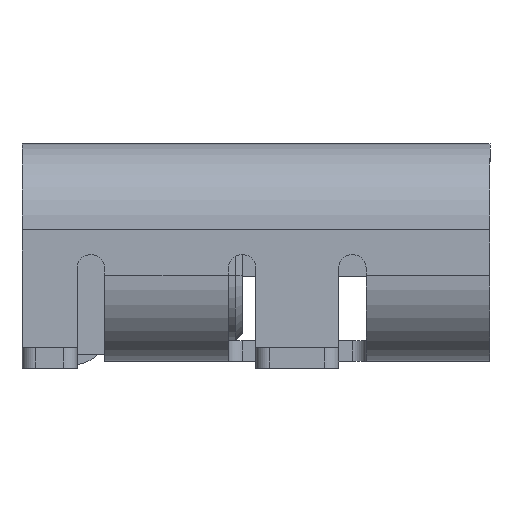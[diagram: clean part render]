
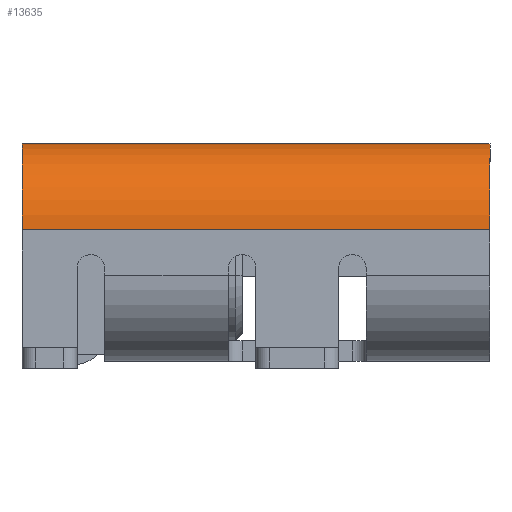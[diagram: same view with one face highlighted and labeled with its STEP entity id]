
A CAD part, left-side view. The second image highlights one B-rep face of the part: STEP entity #13635.
In plain terms, the highlighted cylindrical face has radius 1.25 mm (diameter 2.5 mm), a partial arc.
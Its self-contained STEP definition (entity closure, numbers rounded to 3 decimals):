
#368 = CARTESIAN_POINT ( 'NONE',  ( -3.22, -3.4, 1.58 ) ) ;
#506 = ORIENTED_EDGE ( 'NONE', *, *, #19143, .F. ) ;
#513 = ORIENTED_EDGE ( 'NONE', *, *, #18200, .T. ) ;
#636 = VECTOR ( 'NONE', #6148, 1000. ) ;
#1020 = FACE_OUTER_BOUND ( 'NONE', #6071, .T. ) ;
#1071 = LINE ( 'NONE', #16699, #18620 ) ;
#1225 = DIRECTION ( 'NONE',  ( 0., 1., 0. ) ) ;
#1662 = CARTESIAN_POINT ( 'NONE',  ( -3.22, 3.4, 1.58 ) ) ;
#2707 = LINE ( 'NONE', #20276, #636 ) ;
#3803 = CARTESIAN_POINT ( 'NONE',  ( -3.22, 3.4, 0.33 ) ) ;
#3982 = VERTEX_POINT ( 'NONE', #12295 ) ;
#4400 = EDGE_CURVE ( 'NONE', #3982, #4501, #10631, .T. ) ;
#4501 = VERTEX_POINT ( 'NONE', #368 ) ;
#6071 = EDGE_LOOP ( 'NONE', ( #18952, #506, #19535, #513 ) ) ;
#6148 = DIRECTION ( 'NONE',  ( 0., -1., 0. ) ) ;
#6733 = CIRCLE ( 'NONE', #7114, 1.25 ) ;
#7114 = AXIS2_PLACEMENT_3D ( 'NONE', #3803, #17288, #10134 ) ;
#7811 = CARTESIAN_POINT ( 'NONE',  ( -3.22, 3.4, 0.33 ) ) ;
#8605 = AXIS2_PLACEMENT_3D ( 'NONE', #7811, #11479, #22058 ) ;
#10134 = DIRECTION ( 'NONE',  ( -1., 0., 0. ) ) ;
#10144 = EDGE_CURVE ( 'NONE', #11064, #11757, #6733, .T. ) ;
#10631 = CIRCLE ( 'NONE', #17593, 1.25 ) ;
#11064 = VERTEX_POINT ( 'NONE', #20211 ) ;
#11479 = DIRECTION ( 'NONE',  ( 0., -1., 0. ) ) ;
#11757 = VERTEX_POINT ( 'NONE', #1662 ) ;
#12295 = CARTESIAN_POINT ( 'NONE',  ( -4.47, -3.4, 0.33 ) ) ;
#13635 = ADVANCED_FACE ( 'NONE', ( #1020 ), #16550, .T. ) ;
#15547 = DIRECTION ( 'NONE',  ( -1., 0., 0. ) ) ;
#16550 = CYLINDRICAL_SURFACE ( 'NONE', #8605, 1.25 ) ;
#16699 = CARTESIAN_POINT ( 'NONE',  ( -4.47, 3.4, 0.33 ) ) ;
#16983 = CARTESIAN_POINT ( 'NONE',  ( -3.22, -3.4, 0.33 ) ) ;
#17288 = DIRECTION ( 'NONE',  ( 0., 1., 0. ) ) ;
#17593 = AXIS2_PLACEMENT_3D ( 'NONE', #16983, #1225, #15547 ) ;
#18200 = EDGE_CURVE ( 'NONE', #11064, #3982, #1071, .T. ) ;
#18320 = DIRECTION ( 'NONE',  ( 0., -1., 0. ) ) ;
#18620 = VECTOR ( 'NONE', #18320, 1000. ) ;
#18952 = ORIENTED_EDGE ( 'NONE', *, *, #4400, .T. ) ;
#19143 = EDGE_CURVE ( 'NONE', #11757, #4501, #2707, .T. ) ;
#19535 = ORIENTED_EDGE ( 'NONE', *, *, #10144, .F. ) ;
#20211 = CARTESIAN_POINT ( 'NONE',  ( -4.47, 3.4, 0.33 ) ) ;
#20276 = CARTESIAN_POINT ( 'NONE',  ( -3.22, 3.4, 1.58 ) ) ;
#22058 = DIRECTION ( 'NONE',  ( -1., 0., 0. ) ) ;
